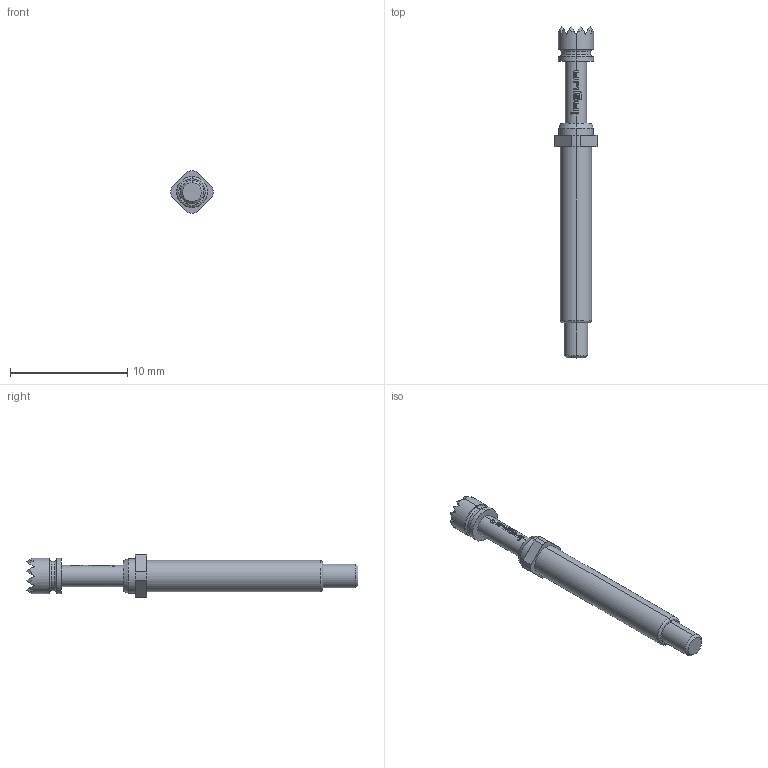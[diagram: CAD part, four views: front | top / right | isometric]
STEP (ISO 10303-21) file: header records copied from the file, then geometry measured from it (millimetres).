
FILE_DESCRIPTION (( 'STEP AP203' ), '1' );
FILE_NAME ('INGUN_HSS-120_306_300_A_xx02_M.STEP', '2022-02-03T14:02:32', ( 'ochi' ), ( '' ), 'SwSTEP 2.0', 'SolidWorks 2018', '' );
FILE_SCHEMA (( 'CONFIG_CONTROL_DESIGN' ));
Length unit declared in the file: millimetre
Products named in the file (1): INGUN_HSS-120_306_300_A_xx02_M
Bounding box: 3.59 x 28.3 x 3.6 mm (x, y, z)
Volume: 137.4 mm3; surface area: 250.4 mm2
Topology: 1 solids, 1 shells, 178 faces, 435 edges, 267 vertices
Faces by surface type: plane 108, cylinder 38, bspline 22, torus 6, cone 4
Entity records: 5514 total; most frequent: CARTESIAN_POINT 1497, ORIENTED_EDGE 870, DIRECTION 759, EDGE_CURVE 435, AXIS2_PLACEMENT_3D 285, VERTEX_POINT 267, LINE 189, VECTOR 189
